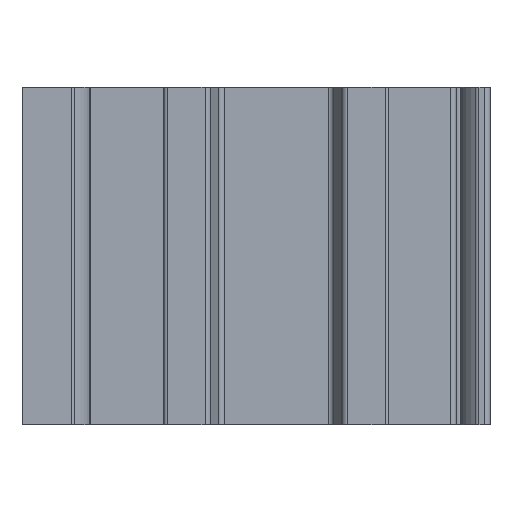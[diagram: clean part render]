
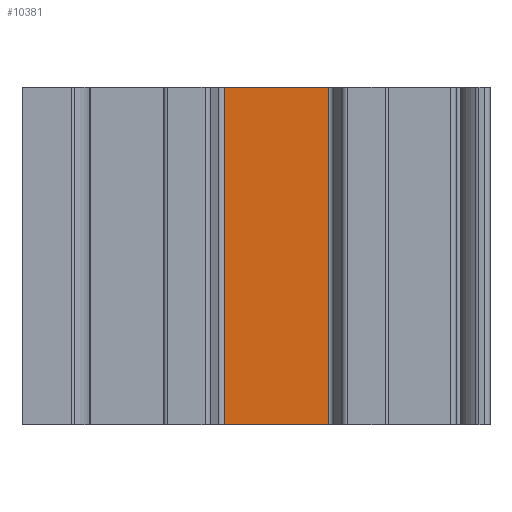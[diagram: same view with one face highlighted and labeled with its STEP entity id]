
A CAD part, front view. The second image highlights one B-rep face of the part: STEP entity #10381.
In plain terms, the highlighted planar face has unit normal (0, -1, 0).
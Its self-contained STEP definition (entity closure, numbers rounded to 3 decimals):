
#2258=DIRECTION('',(-1.,0.,0.));
#2259=VECTOR('',#2258,9.246);
#2260=CARTESIAN_POINT('',(4.623,-11.,-15.));
#2261=LINE('',#2260,#2259);
#2262=DIRECTION('',(1.,0.,0.));
#2263=VECTOR('',#2262,9.246);
#2264=CARTESIAN_POINT('',(-4.623,-11.,15.));
#2265=LINE('',#2264,#2263);
#2266=DIRECTION('',(0.,0.,-1.));
#2267=VECTOR('',#2266,30.);
#2268=CARTESIAN_POINT('',(4.623,-11.,15.));
#2269=LINE('',#2268,#2267);
#2270=DIRECTION('',(0.,0.,-1.));
#2271=VECTOR('',#2270,30.);
#2272=CARTESIAN_POINT('',(-4.623,-11.,15.));
#2273=LINE('',#2272,#2271);
#5758=CARTESIAN_POINT('',(-4.623,-11.,-15.));
#5759=VERTEX_POINT('',#5758);
#5760=CARTESIAN_POINT('',(4.623,-11.,-15.));
#5761=VERTEX_POINT('',#5760);
#6254=CARTESIAN_POINT('',(4.623,-11.,15.));
#6255=VERTEX_POINT('',#6254);
#6256=CARTESIAN_POINT('',(-4.623,-11.,15.));
#6257=VERTEX_POINT('',#6256);
#10368=CARTESIAN_POINT('',(0.,-11.,0.));
#10369=DIRECTION('',(0.,1.,0.));
#10370=DIRECTION('',(1.,0.,0.));
#10371=AXIS2_PLACEMENT_3D('',#10368,#10369,#10370);
#10372=PLANE('',#10371);
#10373=ORIENTED_EDGE('',*,*,#7247,.T.);
#10375=ORIENTED_EDGE('',*,*,#10374,.F.);
#10377=ORIENTED_EDGE('',*,*,#10376,.T.);
#10378=ORIENTED_EDGE('',*,*,#10360,.T.);
#10379=EDGE_LOOP('',(#10373,#10375,#10377,#10378));
#10380=FACE_OUTER_BOUND('',#10379,.F.);
#7247=EDGE_CURVE('',#5761,#5759,#2261,.T.);
#10360=EDGE_CURVE('',#6255,#5761,#2269,.T.);
#10374=EDGE_CURVE('',#6257,#5759,#2273,.T.);
#10376=EDGE_CURVE('',#6257,#6255,#2265,.T.);
#10381=ADVANCED_FACE('',(#10380),#10372,.F.);
